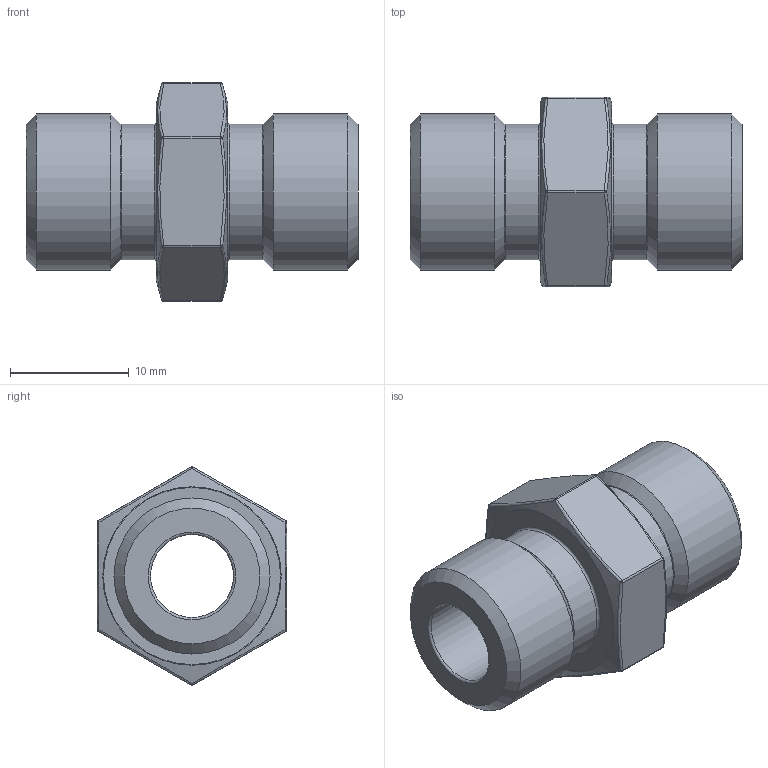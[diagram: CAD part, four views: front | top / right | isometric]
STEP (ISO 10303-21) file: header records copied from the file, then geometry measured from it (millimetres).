
FILE_DESCRIPTION (( 'STEP AP214' ), '1' );
FILE_NAME ('DN-014-6KZ-I 2308.STEP', '2023-08-07T12:25:29', ( '' ), ( '' ), 'SwSTEP 2.0', 'SolidWorks 2019', '' );
FILE_SCHEMA (( 'AUTOMOTIVE_DESIGN' ));
Length unit declared in the file: millimetre
Products named in the file (1): DN-014-6KZ-I 2308
Bounding box: 28 x 16 x 18.41 mm (x, y, z)
Volume: 2969 mm3; surface area: 2200.1 mm2
Topology: 1 solids, 1 shells, 227 faces, 562 edges, 353 vertices
Faces by surface type: plane 118, bspline 72, sphere 12, cylinder 11, torus 8, cone 6
Full cylindrical faces by diameter (mm): 7 x1, 11.4 x2, 13.157 x2
Entity records: 11802 total; most frequent: CARTESIAN_POINT 5216, ORIENTED_EDGE 1064, DIRECTION 758, EDGE_CURVE 532, VERTEX_POINT 350, LINE 330, VECTOR 330, EDGE_LOOP 272
